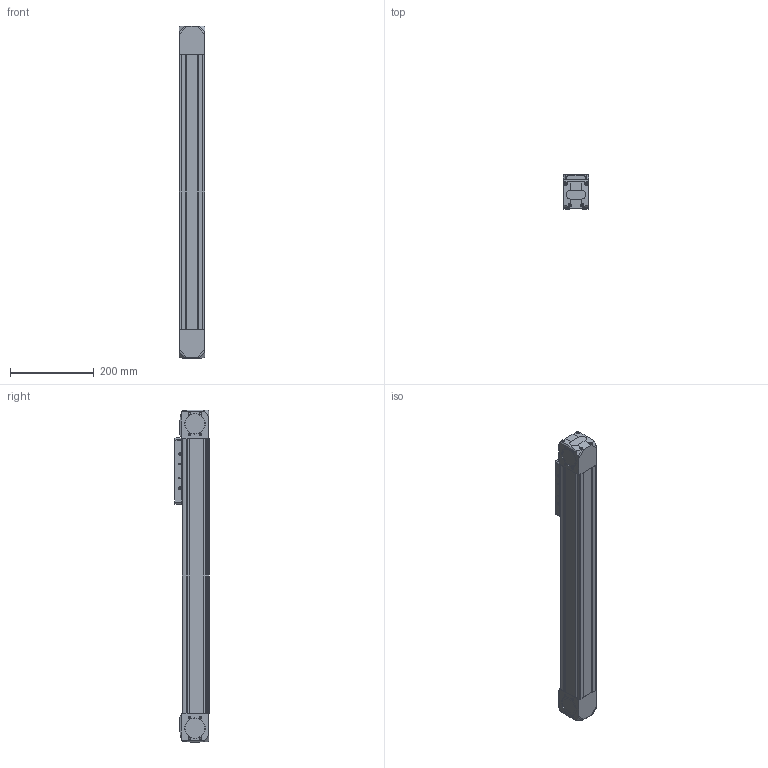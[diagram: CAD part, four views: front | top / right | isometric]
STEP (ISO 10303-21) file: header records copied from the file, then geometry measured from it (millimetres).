
FILE_DESCRIPTION(/* description */ ('STEP AP214'),/* implementation_level */ '2;1');
FILE_NAME(/* name */ '8176884_ELGD-TB-KF-60-500-0H-L-PU2',/* time_stamp */ '2025-04-26T12:33:10+02:00',/* author */ ('License CC BY-ND 4.0'),/* organization */ ('CADENAS'),/* preprocessor_version */ 'ST-DEVELOPER v19.3',/* originating_system */ 'PARTsolutions',/* authorisation */ ' ');
FILE_SCHEMA (('AUTOMOTIVE_DESIGN {1 0 10303 214 3 1 1}'));
Length unit declared in the file: millimetre
Products named in the file (5): 8176884 ELGD-TB-KF-60-500-0H-L-PU2---(0_0_high); 8176884 ELGD-TB-KF-60-500-0H-L---(high_h); 8176884 ELGD-TB-KF-60-L---(high_s); ISO-4026 M6x6; EGC-80-TB-KF__(CUP)
Assembly tree (9 placements, depth 2):
  8176884 ELGD-TB-KF-60-500-0H-L-PU2---(0_0_high)
    8176884 ELGD-TB-KF-60-500-0H-L---(high_h)
    8176884 ELGD-TB-KF-60-L---(high_s)
    ISO-4026 M6x6  x4
    EGC-80-TB-KF__(CUP)  x3
Bounding box: 62 x 82 x 792 mm (x, y, z)
Volume: 2771890.9 mm3; surface area: 417548.4 mm2
Topology: 9 solids, 9 shells, 637 faces, 1558 edges, 980 vertices
Faces by surface type: plane 355, cylinder 156, cone 118, torus 8
Full cylindrical faces by diameter (mm): 2.459 x4, 4 x4, 4.134 x8, 4.917 x20, 5 x2, 6 x4, 7 x8, 8 x8, 16 x1, 24.5 x4, 29.2 x4, 37.34 x2, 42 x2, 48 x7
Entity records: 16757 total; most frequent: CARTESIAN_POINT 2873, DIRECTION 2666, ORIENTED_EDGE 2408, EDGE_CURVE 1204, AXIS2_PLACEMENT_3D 941, VERTEX_POINT 881, FACE_BOUND 813, EDGE_LOOP 788
